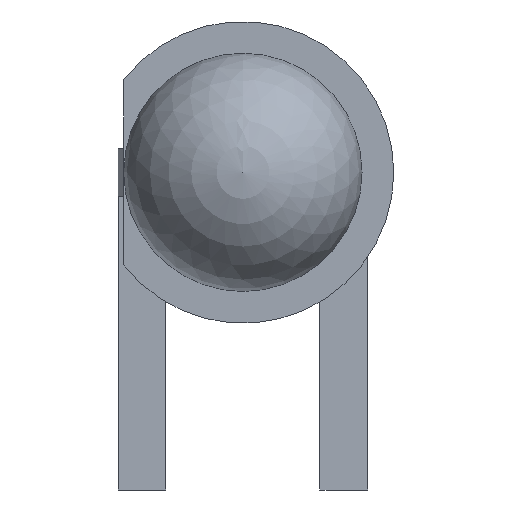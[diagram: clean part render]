
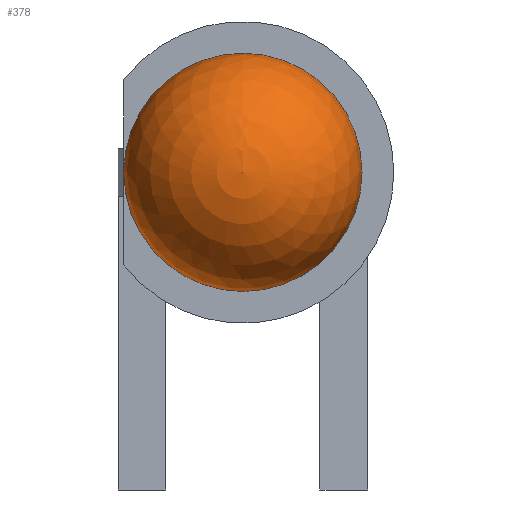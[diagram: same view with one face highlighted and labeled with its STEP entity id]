
A CAD part, front view. The second image highlights one B-rep face of the part: STEP entity #378.
In plain terms, the highlighted spherical face has radius 1.5 mm.
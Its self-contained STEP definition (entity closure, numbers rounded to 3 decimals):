
#207=DIRECTION('',(0.,1.,0.));
#217=VERTEX_POINT('',#218);
#218=CARTESIAN_POINT('',(1.27,-7.61,3.5));
#223=EDGE_CURVE('',#217,#217,#224,.T.);
#224=CIRCLE('',#225,1.5);
#225=AXIS2_PLACEMENT_3D('',#226,#207,#227);
#226=CARTESIAN_POINT('',(1.27,-7.61,2.));
#227=DIRECTION('',(0.,0.,1.));
#231=DIRECTION('',(0.,-1.,0.));
#378=ADVANCED_FACE('',(#379),#391,.T.);
#379=FACE_BOUND('',#380,.F.);
#380=EDGE_LOOP('',(#381,#382,#390));
#381=ORIENTED_EDGE('',*,*,#223,.T.);
#382=ORIENTED_EDGE('',*,*,#383,.T.);
#383=EDGE_CURVE('',#217,#384,#386,.T.);
#384=VERTEX_POINT('',#385);
#385=CARTESIAN_POINT('',(1.27,-9.11,2.));
#386=CIRCLE('',#387,1.5);
#387=AXIS2_PLACEMENT_3D('',#226,#388,#389);
#388=DIRECTION('',(1.,0.,0.));
#389=DIRECTION('',(0.,1.,0.));
#390=ORIENTED_EDGE('',*,*,#383,.F.);
#391=SPHERICAL_SURFACE('',#392,1.5);
#392=AXIS2_PLACEMENT_3D('',#226,#231,#393);
#393=DIRECTION('',(0.,0.,1.));
